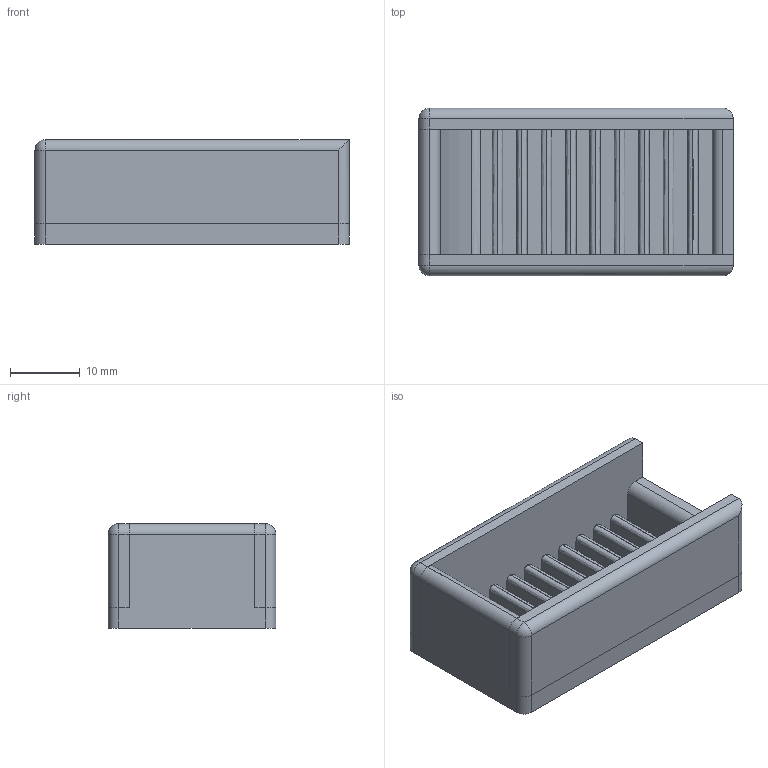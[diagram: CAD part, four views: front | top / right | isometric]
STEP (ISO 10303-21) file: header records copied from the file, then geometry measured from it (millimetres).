
FILE_DESCRIPTION(/* description */ ('STEP AP242','CAx-IF Rec.Pracs.---Representation and Presentation of Product Manufacturing Information (PMI)---4.0---2014-10-13','CAx-IF Rec.Pracs.---3D Tessellated Geometry---0.4---2014-09-14','2;1'),/* implementation_level */ '2;1');
FILE_NAME(/* name */ '6461734184f3b67412ac5f00',/* time_stamp */ '2023-05-14T23:48:17Z',/* author */ (''),/* organization */ (''),/* preprocessor_version */ 'ST-DEVELOPER v19.4',/* originating_system */ ' ',/* authorisation */ ' ');
FILE_SCHEMA (('AP242_MANAGED_MODEL_BASED_3D_ENGINEERING_MIM_LF { 1 0 10303 442 1 1 4 }'));
Length unit declared in the file: metre
Products named in the file (2): Walls; Floor
Bounding box: 45 x 24 x 15 mm (x, y, z)
Volume: 8282.3 mm3; surface area: 6736.7 mm2
Topology: 2 solids, 2 shells, 104 faces, 249 edges, 156 vertices
Faces by surface type: plane 66, bspline 20, cylinder 16, sphere 2
Entity records: 3616 total; most frequent: CARTESIAN_POINT 1364, ORIENTED_EDGE 494, DIRECTION 370, EDGE_CURVE 247, VERTEX_POINT 156, LINE 138, VECTOR 138, AXIS2_PLACEMENT_3D 116
